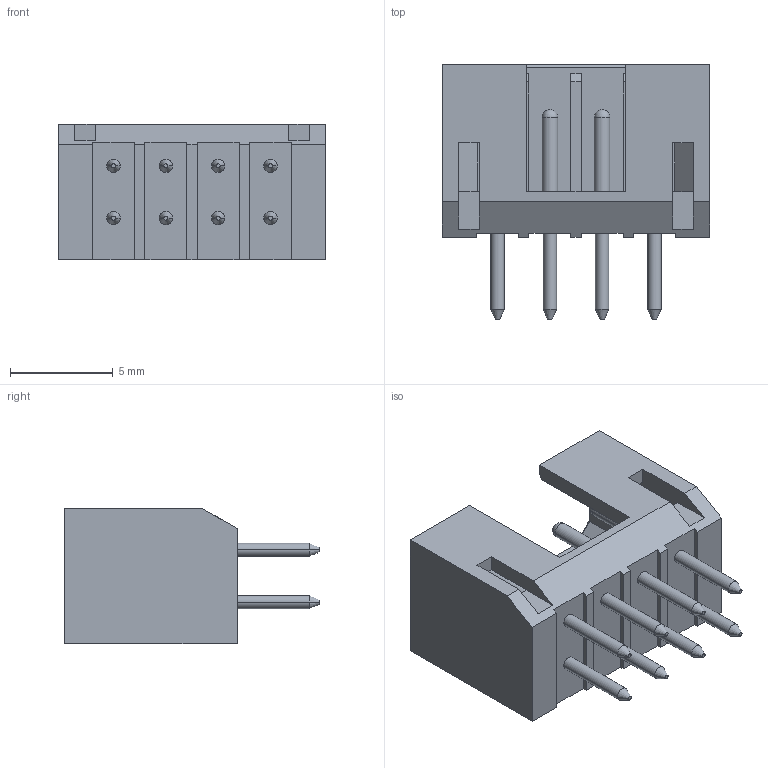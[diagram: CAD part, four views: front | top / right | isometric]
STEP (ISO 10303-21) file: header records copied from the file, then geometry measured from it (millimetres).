
FILE_DESCRIPTION((''),'2;1');
FILE_NAME('F1JL23-S08SD000-01','2025-10-09T',('工程三'),(''),'PRO/ENGINEER BY PARAMETRIC TECHNOLOGY CORPORATION, 2010280','PRO/ENGINEER BY PARAMETRIC TECHNOLOGY CORPORATION, 2010280','');
FILE_SCHEMA(('CONFIG_CONTROL_DESIGN'));
Length unit declared in the file: millimetre
Products named in the file (1): F1JL23-S08SD000-01
Bounding box: 13 x 12.4 x 6.6 mm (x, y, z)
Volume: 348.1 mm3; surface area: 795 mm2
Topology: 1 solids, 1 shells, 138 faces, 352 edges, 212 vertices
Faces by surface type: plane 74, cylinder 32, sphere 16, cone 16
Entity records: 4054 total; most frequent: DIRECTION 708, CARTESIAN_POINT 686, ORIENTED_EDGE 672, EDGE_CURVE 336, VECTOR 240, LINE 240, AXIS2_PLACEMENT_3D 234, VERTEX_POINT 212
